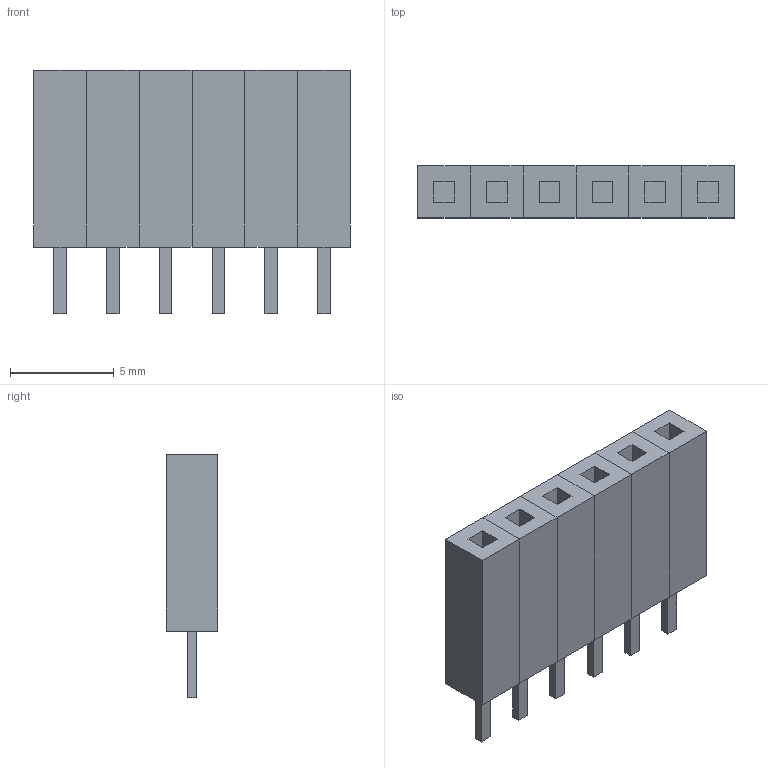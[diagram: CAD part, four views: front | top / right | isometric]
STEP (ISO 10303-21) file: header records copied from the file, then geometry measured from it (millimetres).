
FILE_DESCRIPTION(('STEP AP214'),'1');
FILE_NAME('FH01-06SS.stp','2020-01-01T00:17:31',(' '),(' '),'Spatial InterOp 3D',' ',' ');
FILE_SCHEMA(('AUTOMOTIVE_DESIGN { 1 0 10303 214 1 1 1 1 }'));
Length unit declared in the file: millimetre
Products named in the file (3): FH01-40SS; Part1; Part3
Assembly tree (12 placements, depth 2):
  FH01-40SS
    Part1  x6
    Part3  x6
Bounding box: 15.24 x 2.5 x 11.7 mm (x, y, z)
Volume: 286.5 mm3; surface area: 799.6 mm2
Topology: 12 solids, 12 shells, 102 faces, 216 edges, 144 vertices
Faces by surface type: plane 102
Entity records: 730 total; most frequent: DIRECTION 96, CARTESIAN_POINT 90, ORIENTED_EDGE 72, EDGE_CURVE 36, LINE 36, VECTOR 36, AXIS2_PLACEMENT_3D 30, VERTEX_POINT 24
